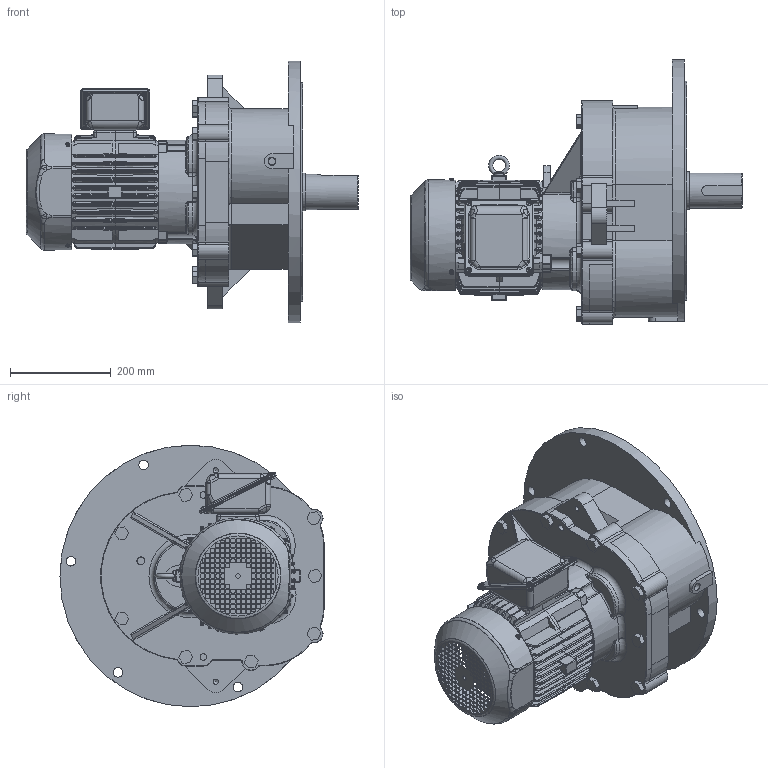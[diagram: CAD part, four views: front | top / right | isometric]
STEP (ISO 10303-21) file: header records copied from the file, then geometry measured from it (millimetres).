
FILE_DESCRIPTION (( 'STEP AP214' ), '1' );
FILE_NAME ('EK2DO07784H001_F1VM27_3.7kw_R75.stp', '2022-07-05T00:25:02', ( 'Windows 餌辨濠' ), ( '' ), 'SwSTEP 2.0', 'SolidWorks 2021', '' );
FILE_SCHEMA (( 'AUTOMOTIVE_DESIGN' ));
Length unit declared in the file: millimetre
Products named in the file (1): EK2DO07784H001_F1VM27_3.7kw_R75
Bounding box: 660 x 525.15 x 520 mm (x, y, z)
Volume: 36198285 mm3; surface area: 1735998.9 mm2
Topology: 15 solids, 26 shells, 3791 faces, 10060 edges, 6338 vertices
Faces by surface type: cylinder 1466, plane 1441, bspline 640, torus 128, cone 61, sphere 55
Full cylindrical faces by diameter (mm): 2.6 x4, 2.7 x2, 4.917 x8, 5 x7, 6 x4, 6.647 x12, 7 x12, 7.7 x1, 8 x8, 8.376 x2, 9 x4, 10 x1, 10.2 x2, 10.5 x4, 13 x2, 14.3 x1, 16 x9, 18 x10, 19 x6, 20 x1, 22 x1, 42 x1, 62 x1, 70 x1, 72 x1, 75 x1, 80 x1, 90 x1, 198 x2, 415 x1
Entity records: 144404 total; most frequent: CARTESIAN_POINT 54009, ORIENTED_EDGE 19568, DIRECTION 17295, EDGE_CURVE 9784, VERTEX_POINT 6261, AXIS2_PLACEMENT_3D 6204, VECTOR 4887, LINE 4887
